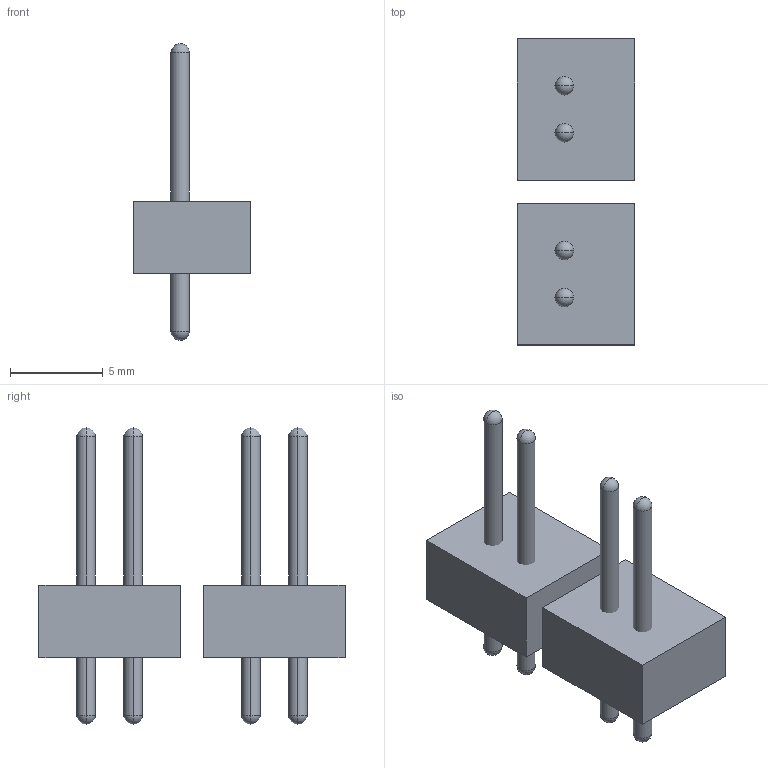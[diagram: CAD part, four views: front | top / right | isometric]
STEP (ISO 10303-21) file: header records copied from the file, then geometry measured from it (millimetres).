
FILE_DESCRIPTION(('PCB Model'),'2;1');
FILE_NAME('Hardware - [Proteus].STEP','2018-03-03T09:25:03',('DAVID'),( 'Unspecified'),'Open CASCADE STEP processor 6.8','Proteus','Unknown' );
FILE_SCHEMA(('CONFIG_CONTROL_DESIGN','SHAPE_APPEARANCE_LAYER_MIM'));
Length unit declared in the file: millimetre
Products named in the file (7): Open CASCADE STEP translator 6.8 2; J1; Open CASCADE STEP translator 6.8 2.1.1; Body_1; Pin_1; Pin_2; J2
Assembly tree (7 placements, depth 4):
  Open CASCADE STEP translator 6.8 2
    J1
      Open CASCADE STEP translator 6.8 2.1.1
        Body_1
        Pin_1
        Pin_2
    J2
      Open CASCADE STEP translator 6.8 2.1.1
        Body_1
        Pin_1
        Pin_2
Bounding box: 6.35 x 16.51 x 16 mm (x, y, z)
Volume: 426.6 mm3; surface area: 612.5 mm2
Topology: 6 solids, 6 shells, 36 faces, 80 edges, 40 vertices
Faces by surface type: sphere 16, plane 12, cylinder 8
Entity records: 820 total; most frequent: CARTESIAN_POINT 104, DIRECTION 90, ORIENTED_EDGE 64, AXIS2_PLACEMENT_3D 38, CC_DESIGN_PERSON_AND_ORGANIZATION_ASSIGNMENT 35, EDGE_CURVE 32, CC_DESIGN_DATE_AND_TIME_ASSIGNMENT 21, VERTEX_POINT 20
